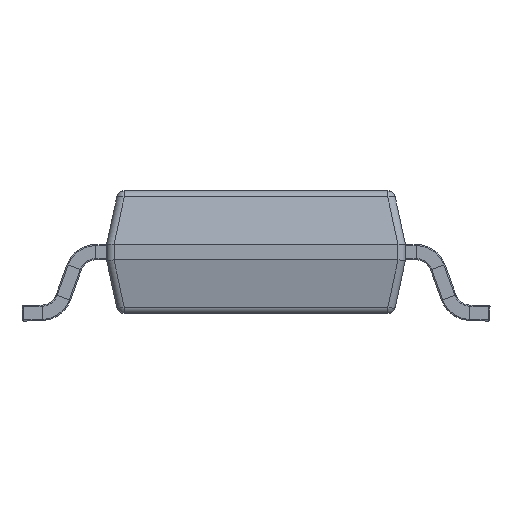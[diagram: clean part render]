
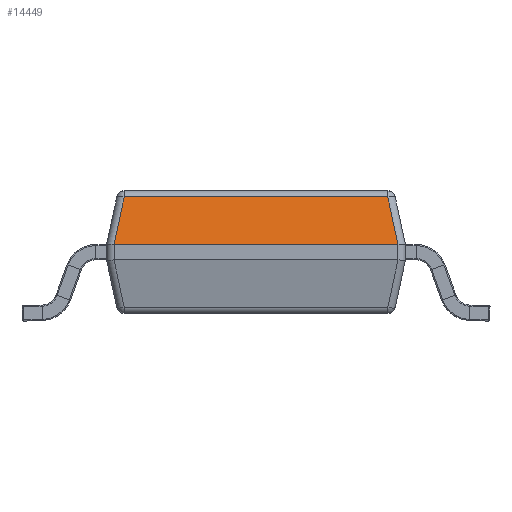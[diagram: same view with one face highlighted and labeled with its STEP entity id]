
A CAD part, left-side view. The second image highlights one B-rep face of the part: STEP entity #14449.
In plain terms, the highlighted planar face has unit normal (-0.978, 0, 0.209).
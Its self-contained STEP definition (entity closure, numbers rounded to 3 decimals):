
#419 = LINE ( 'NONE', #20114, #19838 ) ;
#519 = EDGE_LOOP ( 'NONE', ( #19231, #2460, #6884, #24188, #13201, #12320 ) ) ;
#1801 = DIRECTION ( 'NONE',  ( -0.205, 0.205, -0.957 ) ) ;
#2103 = CARTESIAN_POINT ( 'NONE',  ( -4.947, 1.831, 0.989 ) ) ;
#2416 = CARTESIAN_POINT ( 'NONE',  ( -4.947, 1.929, 0.988 ) ) ;
#2460 = ORIENTED_EDGE ( 'NONE', *, *, #24076, .T. ) ;
#2858 = VECTOR ( 'NONE', #17802, 1000. ) ;
#4930 = DIRECTION ( 'NONE',  ( 0., 1., 0. ) ) ;
#4995 =( BOUNDED_CURVE ( )  B_SPLINE_CURVE ( 3, ( #15548, #26783, #19718, #26503 ),
 .UNSPECIFIED., .F., .F. ) 
 B_SPLINE_CURVE_WITH_KNOTS ( ( 4, 4 ),
 ( 3.142, 3.164 ),
 .UNSPECIFIED. ) 
 CURVE ( )  GEOMETRIC_REPRESENTATION_ITEM ( )  RATIONAL_B_SPLINE_CURVE ( ( 1., 1., 1., 1. ) ) 
 REPRESENTATION_ITEM ( '' )  );
#5354 = LINE ( 'NONE', #7085, #10640 ) ;
#6795 = CARTESIAN_POINT ( 'NONE',  ( -4.947, 1.83, 0.988 ) ) ;
#6884 = ORIENTED_EDGE ( 'NONE', *, *, #14523, .T. ) ;
#7081 = VERTEX_POINT ( 'NONE', #21169 ) ;
#7085 = CARTESIAN_POINT ( 'NONE',  ( -4.816, 0., 1.603 ) ) ;
#8843 = CARTESIAN_POINT ( 'NONE',  ( -4.947, 1.83, 0.988 ) ) ;
#10640 = VECTOR ( 'NONE', #22481, 1000. ) ;
#10926 = EDGE_CURVE ( 'NONE', #17309, #21902, #19495, .T. ) ;
#11954 = FACE_OUTER_BOUND ( 'NONE', #519, .T. ) ;
#12280 = VERTEX_POINT ( 'NONE', #6795 ) ;
#12320 = ORIENTED_EDGE ( 'NONE', *, *, #15644, .T. ) ;
#13201 = ORIENTED_EDGE ( 'NONE', *, *, #10926, .T. ) ;
#14123 = CARTESIAN_POINT ( 'NONE',  ( -4.799, 0., 1.681 ) ) ;
#14449 = ADVANCED_FACE ( 'NONE', ( #11954 ), #27229, .T. ) ;
#14456 = EDGE_CURVE ( 'NONE', #27902, #17309, #5354, .T. ) ;
#14523 = EDGE_CURVE ( 'NONE', #24472, #27902, #419, .T. ) ;
#14549 = CARTESIAN_POINT ( 'NONE',  ( -4.816, 1.7, 1.603 ) ) ;
#15548 = CARTESIAN_POINT ( 'NONE',  ( -4.947, -1.83, 0.988 ) ) ;
#15641 = LINE ( 'NONE', #2416, #2858 ) ;
#15644 = EDGE_CURVE ( 'NONE', #21902, #12280, #25904, .T. ) ;
#15794 = DIRECTION ( 'NONE',  ( 0.205, 0.205, 0.957 ) ) ;
#15810 = VECTOR ( 'NONE', #1801, 1000. ) ;
#17309 = VERTEX_POINT ( 'NONE', #14549 ) ;
#17325 = CARTESIAN_POINT ( 'NONE',  ( -4.728, 1.613, 2.011 ) ) ;
#17802 = DIRECTION ( 'NONE',  ( 0., 1., 0. ) ) ;
#18792 = EDGE_CURVE ( 'NONE', #7081, #12280, #15641, .T. ) ;
#19231 = ORIENTED_EDGE ( 'NONE', *, *, #18792, .F. ) ;
#19495 = LINE ( 'NONE', #17325, #15810 ) ;
#19718 = CARTESIAN_POINT ( 'NONE',  ( -4.947, -1.831, 0.989 ) ) ;
#19838 = VECTOR ( 'NONE', #15794, 1000. ) ;
#20114 = CARTESIAN_POINT ( 'NONE',  ( -4.728, -1.613, 2.011 ) ) ;
#20702 = CARTESIAN_POINT ( 'NONE',  ( -4.947, 1.832, 0.989 ) ) ;
#21169 = CARTESIAN_POINT ( 'NONE',  ( -4.947, -1.83, 0.988 ) ) ;
#21361 = CARTESIAN_POINT ( 'NONE',  ( -4.816, -1.7, 1.603 ) ) ;
#21807 = CARTESIAN_POINT ( 'NONE',  ( -4.947, 1.832, 0.989 ) ) ;
#21902 = VERTEX_POINT ( 'NONE', #20702 ) ;
#22481 = DIRECTION ( 'NONE',  ( 0., 1., 0. ) ) ;
#22899 = DIRECTION ( 'NONE',  ( -0.978, 0., 0.21 ) ) ;
#24076 = EDGE_CURVE ( 'NONE', #7081, #24472, #4995, .T. ) ;
#24188 = ORIENTED_EDGE ( 'NONE', *, *, #14456, .T. ) ;
#24472 = VERTEX_POINT ( 'NONE', #25105 ) ;
#25105 = CARTESIAN_POINT ( 'NONE',  ( -4.947, -1.832, 0.989 ) ) ;
#25904 =( BOUNDED_CURVE ( )  B_SPLINE_CURVE ( 3, ( #21807, #2103, #8843, #28000 ),
 .UNSPECIFIED., .F., .F. ) 
 B_SPLINE_CURVE_WITH_KNOTS ( ( 4, 4 ),
 ( 3.12, 3.142 ),
 .UNSPECIFIED. ) 
 CURVE ( )  GEOMETRIC_REPRESENTATION_ITEM ( )  RATIONAL_B_SPLINE_CURVE ( ( 1., 1., 1., 1. ) ) 
 REPRESENTATION_ITEM ( '' )  );
#26503 = CARTESIAN_POINT ( 'NONE',  ( -4.947, -1.832, 0.989 ) ) ;
#26783 = CARTESIAN_POINT ( 'NONE',  ( -4.947, -1.83, 0.988 ) ) ;
#27229 = PLANE ( 'NONE',  #28138 ) ;
#27902 = VERTEX_POINT ( 'NONE', #21361 ) ;
#28000 = CARTESIAN_POINT ( 'NONE',  ( -4.947, 1.83, 0.988 ) ) ;
#28138 = AXIS2_PLACEMENT_3D ( 'NONE', #14123, #22899, #4930 ) ;
